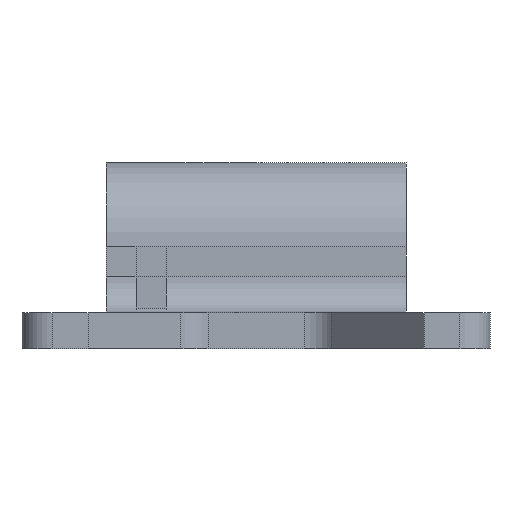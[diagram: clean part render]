
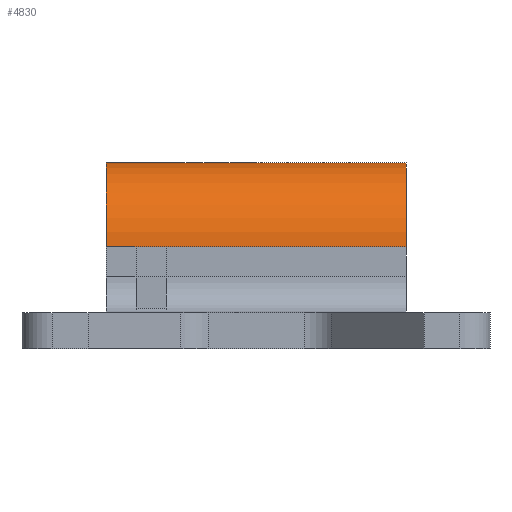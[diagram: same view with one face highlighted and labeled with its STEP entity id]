
A CAD part, left-side view. The second image highlights one B-rep face of the part: STEP entity #4830.
In plain terms, the highlighted cylindrical face has radius 14 mm (diameter 28 mm), a partial arc.
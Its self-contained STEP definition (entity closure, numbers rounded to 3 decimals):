
#482 = PLANE('',#483);
#483 = AXIS2_PLACEMENT_3D('',#484,#485,#486);
#484 = CARTESIAN_POINT('',(-15.,-25.,6.));
#485 = DIRECTION('',(0.,1.,0.));
#486 = DIRECTION('',(1.,0.,0.));
#613 = PLANE('',#614);
#614 = AXIS2_PLACEMENT_3D('',#615,#616,#617);
#615 = CARTESIAN_POINT('',(15.,25.,6.));
#616 = DIRECTION('',(0.,-1.,0.));
#617 = DIRECTION('',(-1.,0.,0.));
#2933 = VERTEX_POINT('',#2934);
#2934 = CARTESIAN_POINT('',(-1.,25.,31.));
#2948 = PLANE('',#2949);
#2949 = AXIS2_PLACEMENT_3D('',#2950,#2951,#2952);
#2950 = CARTESIAN_POINT('',(0.,0.,31.));
#2951 = DIRECTION('',(0.,0.,1.));
#2952 = DIRECTION('',(1.,0.,0.));
#2960 = EDGE_CURVE('',#2961,#2933,#2963,.T.);
#2961 = VERTEX_POINT('',#2962);
#2962 = CARTESIAN_POINT('',(-15.,25.,17.));
#2963 = SURFACE_CURVE('',#2964,(#2969,#2980),.PCURVE_S1.);
#2964 = CIRCLE('',#2965,14.);
#2965 = AXIS2_PLACEMENT_3D('',#2966,#2967,#2968);
#2966 = CARTESIAN_POINT('',(-1.,25.,17.));
#2967 = DIRECTION('',(0.,1.,0.));
#2968 = DIRECTION('',(0.,0.,-1.));
#2969 = PCURVE('',#613,#2970);
#2970 = DEFINITIONAL_REPRESENTATION('',(#2971),#2979);
#2971 = ( BOUNDED_CURVE() B_SPLINE_CURVE(2,(#2972,#2973,#2974,#2975,
#2976,#2977,#2978),.UNSPECIFIED.,.T.,.F.) B_SPLINE_CURVE_WITH_KNOTS((1,2
    ,2,2,2,1),(-2.094,0.,2.094,4.189,
6.283,8.378),.UNSPECIFIED.) CURVE() 
GEOMETRIC_REPRESENTATION_ITEM() RATIONAL_B_SPLINE_CURVE((1.,0.5,1.,0.5,
1.,0.5,1.)) REPRESENTATION_ITEM('') );
#2972 = CARTESIAN_POINT('',(16.,3.));
#2973 = CARTESIAN_POINT('',(40.249,3.));
#2974 = CARTESIAN_POINT('',(28.124,-18.));
#2975 = CARTESIAN_POINT('',(16.,-39.));
#2976 = CARTESIAN_POINT('',(3.876,-18.));
#2977 = CARTESIAN_POINT('',(-8.249,3.));
#2978 = CARTESIAN_POINT('',(16.,3.));
#2979 = ( GEOMETRIC_REPRESENTATION_CONTEXT(2) 
PARAMETRIC_REPRESENTATION_CONTEXT() REPRESENTATION_CONTEXT('2D SPACE',''
  ) );
#2980 = PCURVE('',#2981,#2986);
#2981 = CYLINDRICAL_SURFACE('',#2982,14.);
#2982 = AXIS2_PLACEMENT_3D('',#2983,#2984,#2985);
#2983 = CARTESIAN_POINT('',(-1.,25.,17.));
#2984 = DIRECTION('',(0.,-1.,0.));
#2985 = DIRECTION('',(-1.,0.,0.));
#2986 = DEFINITIONAL_REPRESENTATION('',(#2987),#2991);
#2987 = LINE('',#2988,#2989);
#2988 = CARTESIAN_POINT('',(1.571,-0.));
#2989 = VECTOR('',#2990,1.);
#2990 = DIRECTION('',(-1.,0.));
#2991 = ( GEOMETRIC_REPRESENTATION_CONTEXT(2) 
PARAMETRIC_REPRESENTATION_CONTEXT() REPRESENTATION_CONTEXT('2D SPACE',''
  ) );
#3009 = PLANE('',#3010);
#3010 = AXIS2_PLACEMENT_3D('',#3011,#3012,#3013);
#3011 = CARTESIAN_POINT('',(-15.,25.,6.));
#3012 = DIRECTION('',(1.,0.,0.));
#3013 = DIRECTION('',(0.,-1.,0.));
#3161 = VERTEX_POINT('',#3162);
#3162 = CARTESIAN_POINT('',(-15.,-25.,17.));
#3176 = PLANE('',#3177);
#3177 = AXIS2_PLACEMENT_3D('',#3178,#3179,#3180);
#3178 = CARTESIAN_POINT('',(-15.,25.,6.));
#3179 = DIRECTION('',(1.,0.,0.));
#3180 = DIRECTION('',(0.,-1.,0.));
#3188 = EDGE_CURVE('',#3161,#3189,#3191,.T.);
#3189 = VERTEX_POINT('',#3190);
#3190 = CARTESIAN_POINT('',(-1.,-25.,31.));
#3191 = SURFACE_CURVE('',#3192,(#3197,#3204),.PCURVE_S1.);
#3192 = CIRCLE('',#3193,14.);
#3193 = AXIS2_PLACEMENT_3D('',#3194,#3195,#3196);
#3194 = CARTESIAN_POINT('',(-1.,-25.,17.));
#3195 = DIRECTION('',(0.,1.,0.));
#3196 = DIRECTION('',(0.,0.,-1.));
#3197 = PCURVE('',#482,#3198);
#3198 = DEFINITIONAL_REPRESENTATION('',(#3199),#3203);
#3199 = CIRCLE('',#3200,14.);
#3200 = AXIS2_PLACEMENT_2D('',#3201,#3202);
#3201 = CARTESIAN_POINT('',(14.,-11.));
#3202 = DIRECTION('',(0.,1.));
#3203 = ( GEOMETRIC_REPRESENTATION_CONTEXT(2) 
PARAMETRIC_REPRESENTATION_CONTEXT() REPRESENTATION_CONTEXT('2D SPACE',''
  ) );
#3204 = PCURVE('',#2981,#3205);
#3205 = DEFINITIONAL_REPRESENTATION('',(#3206),#3210);
#3206 = LINE('',#3207,#3208);
#3207 = CARTESIAN_POINT('',(1.571,50.));
#3208 = VECTOR('',#3209,1.);
#3209 = DIRECTION('',(-1.,0.));
#3210 = ( GEOMETRIC_REPRESENTATION_CONTEXT(2) 
PARAMETRIC_REPRESENTATION_CONTEXT() REPRESENTATION_CONTEXT('2D SPACE',''
  ) );
#4171 = PLANE('',#4172);
#4172 = AXIS2_PLACEMENT_3D('',#4173,#4174,#4175);
#4173 = CARTESIAN_POINT('',(-15.,25.,6.));
#4174 = DIRECTION('',(1.,0.,0.));
#4175 = DIRECTION('',(0.,-1.,0.));
#4810 = EDGE_CURVE('',#2933,#3189,#4811,.T.);
#4811 = SURFACE_CURVE('',#4812,(#4816,#4823),.PCURVE_S1.);
#4812 = LINE('',#4813,#4814);
#4813 = CARTESIAN_POINT('',(-1.,25.,31.));
#4814 = VECTOR('',#4815,1.);
#4815 = DIRECTION('',(0.,-1.,0.));
#4816 = PCURVE('',#2948,#4817);
#4817 = DEFINITIONAL_REPRESENTATION('',(#4818),#4822);
#4818 = LINE('',#4819,#4820);
#4819 = CARTESIAN_POINT('',(-1.,25.));
#4820 = VECTOR('',#4821,1.);
#4821 = DIRECTION('',(0.,-1.));
#4822 = ( GEOMETRIC_REPRESENTATION_CONTEXT(2) 
PARAMETRIC_REPRESENTATION_CONTEXT() REPRESENTATION_CONTEXT('2D SPACE',''
  ) );
#4823 = PCURVE('',#2981,#4824);
#4824 = DEFINITIONAL_REPRESENTATION('',(#4825),#4829);
#4825 = LINE('',#4826,#4827);
#4826 = CARTESIAN_POINT('',(-1.571,0.));
#4827 = VECTOR('',#4828,1.);
#4828 = DIRECTION('',(-0.,1.));
#4829 = ( GEOMETRIC_REPRESENTATION_CONTEXT(2) 
PARAMETRIC_REPRESENTATION_CONTEXT() REPRESENTATION_CONTEXT('2D SPACE',''
  ) );
#4830 = ADVANCED_FACE('',(#4831),#2981,.T.);
#4831 = FACE_BOUND('',#4832,.F.);
#4832 = EDGE_LOOP('',(#4833,#4834,#4835,#4836,#4859,#4882));
#4833 = ORIENTED_EDGE('',*,*,#2960,.T.);
#4834 = ORIENTED_EDGE('',*,*,#4810,.T.);
#4835 = ORIENTED_EDGE('',*,*,#3188,.F.);
#4836 = ORIENTED_EDGE('',*,*,#4837,.F.);
#4837 = EDGE_CURVE('',#4838,#3161,#4840,.T.);
#4838 = VERTEX_POINT('',#4839);
#4839 = CARTESIAN_POINT('',(-15.,15.,17.));
#4840 = SURFACE_CURVE('',#4841,(#4845,#4852),.PCURVE_S1.);
#4841 = LINE('',#4842,#4843);
#4842 = CARTESIAN_POINT('',(-15.,25.,17.));
#4843 = VECTOR('',#4844,1.);
#4844 = DIRECTION('',(0.,-1.,0.));
#4845 = PCURVE('',#2981,#4846);
#4846 = DEFINITIONAL_REPRESENTATION('',(#4847),#4851);
#4847 = LINE('',#4848,#4849);
#4848 = CARTESIAN_POINT('',(-0.,0.));
#4849 = VECTOR('',#4850,1.);
#4850 = DIRECTION('',(-0.,1.));
#4851 = ( GEOMETRIC_REPRESENTATION_CONTEXT(2) 
PARAMETRIC_REPRESENTATION_CONTEXT() REPRESENTATION_CONTEXT('2D SPACE',''
  ) );
#4852 = PCURVE('',#3176,#4853);
#4853 = DEFINITIONAL_REPRESENTATION('',(#4854),#4858);
#4854 = LINE('',#4855,#4856);
#4855 = CARTESIAN_POINT('',(0.,-11.));
#4856 = VECTOR('',#4857,1.);
#4857 = DIRECTION('',(1.,0.));
#4858 = ( GEOMETRIC_REPRESENTATION_CONTEXT(2) 
PARAMETRIC_REPRESENTATION_CONTEXT() REPRESENTATION_CONTEXT('2D SPACE',''
  ) );
#4859 = ORIENTED_EDGE('',*,*,#4860,.F.);
#4860 = EDGE_CURVE('',#4861,#4838,#4863,.T.);
#4861 = VERTEX_POINT('',#4862);
#4862 = CARTESIAN_POINT('',(-15.,20.,17.));
#4863 = SURFACE_CURVE('',#4864,(#4868,#4875),.PCURVE_S1.);
#4864 = LINE('',#4865,#4866);
#4865 = CARTESIAN_POINT('',(-15.,25.,17.));
#4866 = VECTOR('',#4867,1.);
#4867 = DIRECTION('',(0.,-1.,0.));
#4868 = PCURVE('',#2981,#4869);
#4869 = DEFINITIONAL_REPRESENTATION('',(#4870),#4874);
#4870 = LINE('',#4871,#4872);
#4871 = CARTESIAN_POINT('',(-0.,0.));
#4872 = VECTOR('',#4873,1.);
#4873 = DIRECTION('',(-0.,1.));
#4874 = ( GEOMETRIC_REPRESENTATION_CONTEXT(2) 
PARAMETRIC_REPRESENTATION_CONTEXT() REPRESENTATION_CONTEXT('2D SPACE',''
  ) );
#4875 = PCURVE('',#4171,#4876);
#4876 = DEFINITIONAL_REPRESENTATION('',(#4877),#4881);
#4877 = LINE('',#4878,#4879);
#4878 = CARTESIAN_POINT('',(0.,-11.));
#4879 = VECTOR('',#4880,1.);
#4880 = DIRECTION('',(1.,0.));
#4881 = ( GEOMETRIC_REPRESENTATION_CONTEXT(2) 
PARAMETRIC_REPRESENTATION_CONTEXT() REPRESENTATION_CONTEXT('2D SPACE',''
  ) );
#4882 = ORIENTED_EDGE('',*,*,#4883,.F.);
#4883 = EDGE_CURVE('',#2961,#4861,#4884,.T.);
#4884 = SURFACE_CURVE('',#4885,(#4889,#4896),.PCURVE_S1.);
#4885 = LINE('',#4886,#4887);
#4886 = CARTESIAN_POINT('',(-15.,25.,17.));
#4887 = VECTOR('',#4888,1.);
#4888 = DIRECTION('',(0.,-1.,0.));
#4889 = PCURVE('',#2981,#4890);
#4890 = DEFINITIONAL_REPRESENTATION('',(#4891),#4895);
#4891 = LINE('',#4892,#4893);
#4892 = CARTESIAN_POINT('',(-0.,0.));
#4893 = VECTOR('',#4894,1.);
#4894 = DIRECTION('',(-0.,1.));
#4895 = ( GEOMETRIC_REPRESENTATION_CONTEXT(2) 
PARAMETRIC_REPRESENTATION_CONTEXT() REPRESENTATION_CONTEXT('2D SPACE',''
  ) );
#4896 = PCURVE('',#3009,#4897);
#4897 = DEFINITIONAL_REPRESENTATION('',(#4898),#4902);
#4898 = LINE('',#4899,#4900);
#4899 = CARTESIAN_POINT('',(0.,-11.));
#4900 = VECTOR('',#4901,1.);
#4901 = DIRECTION('',(1.,0.));
#4902 = ( GEOMETRIC_REPRESENTATION_CONTEXT(2) 
PARAMETRIC_REPRESENTATION_CONTEXT() REPRESENTATION_CONTEXT('2D SPACE',''
  ) );
